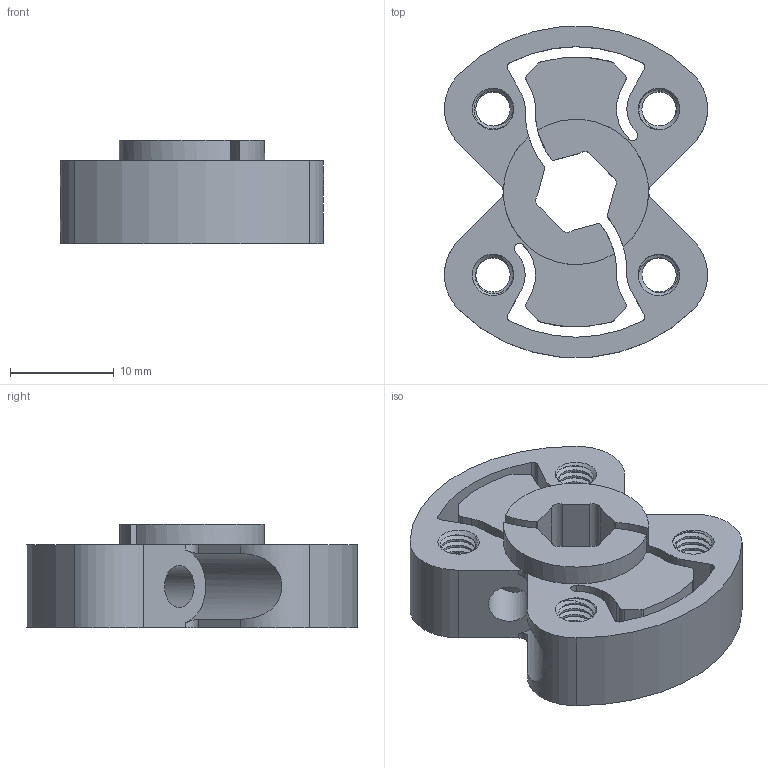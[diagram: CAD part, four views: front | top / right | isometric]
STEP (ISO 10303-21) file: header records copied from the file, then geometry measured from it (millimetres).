
FILE_DESCRIPTION(/* description */ ('STEP AP242','CAx-IF Rec.Pracs.---Representation and Presentation of Product Manufacturing Information (PMI)---4.0---2014-10-13','CAx-IF Rec.Pracs.---3D Tessellated Geometry---0.4---2014-09-14','2;1'),/* implementation_level */ '2;1');
FILE_NAME(/* name */ '631f2cb38e2bb37ba7d5352a',/* time_stamp */ '2022-09-12T12:57:24+00:00',/* author */ (''),/* organization */ (''),/* preprocessor_version */ 'ST-DEVELOPER v18.102',/* originating_system */ ' ',/* authorisation */ ' ');
FILE_SCHEMA (('AP242_MANAGED_MODEL_BASED_3D_ENGINEERING_MIM_LF { 1 0 10303 442 1 1 4 }'));
Length unit declared in the file: metre
Products named in the file (1): 1309-0016-4008
Bounding box: 25.37 x 31.88 x 10 mm (x, y, z)
Volume: 3646.4 mm3; surface area: 4072.6 mm2
Topology: 1 solids, 1 shells, 177 faces, 1087 edges, 909 vertices
Faces by surface type: cylinder 114, plane 29, bspline 26, cone 8
Full cylindrical faces by diameter (mm): 4.05 x2
Entity records: 22160 total; most frequent: CARTESIAN_POINT 15554, ORIENTED_EDGE 2168, EDGE_CURVE 1084, VERTEX_POINT 908, DIRECTION 770, AXIS2_PLACEMENT_3D 320, EDGE_LOOP 194, FACE_BOUND 194
